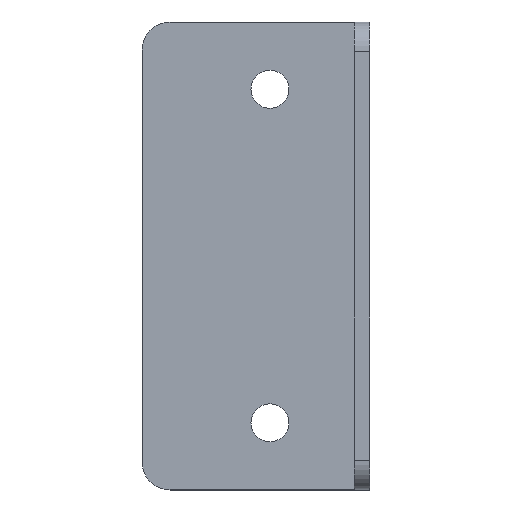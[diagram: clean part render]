
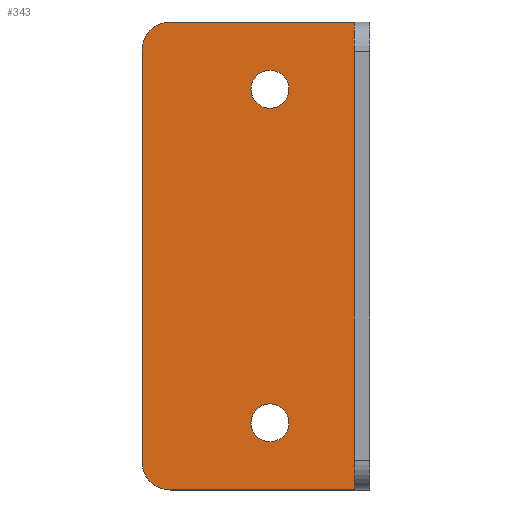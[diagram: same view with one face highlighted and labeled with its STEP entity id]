
A CAD part, top view. The second image highlights one B-rep face of the part: STEP entity #343.
In plain terms, the highlighted planar face has unit normal (0, 0, 1).
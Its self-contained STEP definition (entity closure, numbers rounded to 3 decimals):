
#15 = DIRECTION ( 'NONE',  ( 1., 0., 0. ) ) ;
#22 = EDGE_CURVE ( 'NONE', #34, #463, #379, .T. ) ;
#24 = ORIENTED_EDGE ( 'NONE', *, *, #268, .F. ) ;
#25 = DIRECTION ( 'NONE',  ( 0., -1., 0. ) ) ;
#29 = ORIENTED_EDGE ( 'NONE', *, *, #22, .T. ) ;
#30 = FACE_BOUND ( 'NONE', #276, .T. ) ;
#34 = VERTEX_POINT ( 'NONE', #341 ) ;
#41 = DIRECTION ( 'NONE',  ( 0., 0., 1. ) ) ;
#50 = CARTESIAN_POINT ( 'NONE',  ( 2.5, -29.896, 2.9 ) ) ;
#56 = CARTESIAN_POINT ( 'NONE',  ( 2.5, 29.896, 2.9 ) ) ;
#60 = VERTEX_POINT ( 'NONE', #86 ) ;
#69 = ORIENTED_EDGE ( 'NONE', *, *, #118, .F. ) ;
#71 = CIRCLE ( 'NONE', #382, 3.4 ) ;
#76 = ORIENTED_EDGE ( 'NONE', *, *, #512, .T. ) ;
#79 = CIRCLE ( 'NONE', #203, 3.4 ) ;
#83 = DIRECTION ( 'NONE',  ( 1., 0., 0. ) ) ;
#85 = CARTESIAN_POINT ( 'NONE',  ( -15.4, -41.925, 2.9 ) ) ;
#86 = CARTESIAN_POINT ( 'NONE',  ( -20.4, -36.925, 2.9 ) ) ;
#92 = DIRECTION ( 'NONE',  ( 0., 0., 1. ) ) ;
#107 = VECTOR ( 'NONE', #249, 1000. ) ;
#108 = VERTEX_POINT ( 'NONE', #394 ) ;
#111 = PLANE ( 'NONE',  #182 ) ;
#118 = EDGE_CURVE ( 'NONE', #121, #159, #79, .T. ) ;
#121 = VERTEX_POINT ( 'NONE', #257 ) ;
#128 = DIRECTION ( 'NONE',  ( 0., 0., 1. ) ) ;
#131 = AXIS2_PLACEMENT_3D ( 'NONE', #442, #515, #145 ) ;
#141 = CARTESIAN_POINT ( 'NONE',  ( 2.5, 29.896, 2.9 ) ) ;
#143 = EDGE_LOOP ( 'NONE', ( #69, #322 ) ) ;
#145 = DIRECTION ( 'NONE',  ( 1., 0., 0. ) ) ;
#149 = ORIENTED_EDGE ( 'NONE', *, *, #414, .F. ) ;
#152 = CARTESIAN_POINT ( 'NONE',  ( 5.9, -29.896, 2.9 ) ) ;
#154 = EDGE_CURVE ( 'NONE', #159, #121, #184, .T. ) ;
#155 = DIRECTION ( 'NONE',  ( 0., -1., 0. ) ) ;
#159 = VERTEX_POINT ( 'NONE', #177 ) ;
#170 = CARTESIAN_POINT ( 'NONE',  ( -15.4, 36.925, 2.9 ) ) ;
#177 = CARTESIAN_POINT ( 'NONE',  ( 5.9, 29.896, 2.9 ) ) ;
#181 = AXIS2_PLACEMENT_3D ( 'NONE', #170, #41, #505 ) ;
#182 = AXIS2_PLACEMENT_3D ( 'NONE', #370, #196, #280 ) ;
#184 = CIRCLE ( 'NONE', #361, 3.4 ) ;
#196 = DIRECTION ( 'NONE',  ( 0., 0., 1. ) ) ;
#199 = LINE ( 'NONE', #321, #262 ) ;
#201 = FACE_OUTER_BOUND ( 'NONE', #317, .T. ) ;
#203 = AXIS2_PLACEMENT_3D ( 'NONE', #141, #92, #478 ) ;
#204 = EDGE_CURVE ( 'NONE', #279, #264, #323, .T. ) ;
#220 = CARTESIAN_POINT ( 'NONE',  ( -15.4, 41.925, 2.9 ) ) ;
#235 = FACE_BOUND ( 'NONE', #143, .T. ) ;
#237 = ORIENTED_EDGE ( 'NONE', *, *, #287, .T. ) ;
#245 = CARTESIAN_POINT ( 'NONE',  ( -15.4, -36.925, 2.9 ) ) ;
#249 = DIRECTION ( 'NONE',  ( 1., 0., 0. ) ) ;
#257 = CARTESIAN_POINT ( 'NONE',  ( -0.9, 29.896, 2.9 ) ) ;
#262 = VECTOR ( 'NONE', #155, 1000. ) ;
#264 = VERTEX_POINT ( 'NONE', #152 ) ;
#266 = DIRECTION ( 'NONE',  ( 0., 0., 1. ) ) ;
#268 = EDGE_CURVE ( 'NONE', #283, #434, #199, .T. ) ;
#276 = EDGE_LOOP ( 'NONE', ( #367, #149 ) ) ;
#279 = VERTEX_POINT ( 'NONE', #359 ) ;
#280 = DIRECTION ( 'NONE',  ( 1., 0., 0. ) ) ;
#283 = VERTEX_POINT ( 'NONE', #492 ) ;
#287 = EDGE_CURVE ( 'NONE', #463, #60, #364, .T. ) ;
#289 = DIRECTION ( 'NONE',  ( 1., 0., 0. ) ) ;
#294 = LINE ( 'NONE', #85, #107 ) ;
#317 = EDGE_LOOP ( 'NONE', ( #24, #76, #29, #237, #387, #356 ) ) ;
#321 = CARTESIAN_POINT ( 'NONE',  ( 17.65, 41.925, 2.9 ) ) ;
#322 = ORIENTED_EDGE ( 'NONE', *, *, #154, .F. ) ;
#323 = CIRCLE ( 'NONE', #131, 3.4 ) ;
#336 = DIRECTION ( 'NONE',  ( 0., 0., 1. ) ) ;
#341 = CARTESIAN_POINT ( 'NONE',  ( -15.4, 41.925, 2.9 ) ) ;
#343 = ADVANCED_FACE ( 'NONE', ( #235, #30, #201 ), #111, .T. ) ;
#356 = ORIENTED_EDGE ( 'NONE', *, *, #435, .T. ) ;
#359 = CARTESIAN_POINT ( 'NONE',  ( -0.9, -29.896, 2.9 ) ) ;
#361 = AXIS2_PLACEMENT_3D ( 'NONE', #56, #266, #15 ) ;
#364 = LINE ( 'NONE', #457, #381 ) ;
#367 = ORIENTED_EDGE ( 'NONE', *, *, #204, .F. ) ;
#370 = CARTESIAN_POINT ( 'NONE',  ( -15.4, 36.925, 2.9 ) ) ;
#378 = CARTESIAN_POINT ( 'NONE',  ( 17.65, -41.925, 2.9 ) ) ;
#379 = CIRCLE ( 'NONE', #181, 5. ) ;
#381 = VECTOR ( 'NONE', #25, 1000. ) ;
#382 = AXIS2_PLACEMENT_3D ( 'NONE', #50, #336, #83 ) ;
#387 = ORIENTED_EDGE ( 'NONE', *, *, #396, .T. ) ;
#394 = CARTESIAN_POINT ( 'NONE',  ( -15.4, -41.925, 2.9 ) ) ;
#396 = EDGE_CURVE ( 'NONE', #60, #108, #527, .T. ) ;
#414 = EDGE_CURVE ( 'NONE', #264, #279, #71, .T. ) ;
#434 = VERTEX_POINT ( 'NONE', #378 ) ;
#435 = EDGE_CURVE ( 'NONE', #108, #434, #294, .T. ) ;
#442 = CARTESIAN_POINT ( 'NONE',  ( 2.5, -29.896, 2.9 ) ) ;
#457 = CARTESIAN_POINT ( 'NONE',  ( -20.4, -36.925, 2.9 ) ) ;
#463 = VERTEX_POINT ( 'NONE', #541 ) ;
#474 = DIRECTION ( 'NONE',  ( -1., 0., 0. ) ) ;
#478 = DIRECTION ( 'NONE',  ( 1., 0., 0. ) ) ;
#480 = AXIS2_PLACEMENT_3D ( 'NONE', #245, #128, #289 ) ;
#492 = CARTESIAN_POINT ( 'NONE',  ( 17.65, 41.925, 2.9 ) ) ;
#496 = VECTOR ( 'NONE', #474, 1000. ) ;
#505 = DIRECTION ( 'NONE',  ( 1., 0., 0. ) ) ;
#511 = LINE ( 'NONE', #220, #496 ) ;
#512 = EDGE_CURVE ( 'NONE', #283, #34, #511, .T. ) ;
#515 = DIRECTION ( 'NONE',  ( 0., 0., 1. ) ) ;
#527 = CIRCLE ( 'NONE', #480, 5. ) ;
#541 = CARTESIAN_POINT ( 'NONE',  ( -20.4, 36.925, 2.9 ) ) ;
